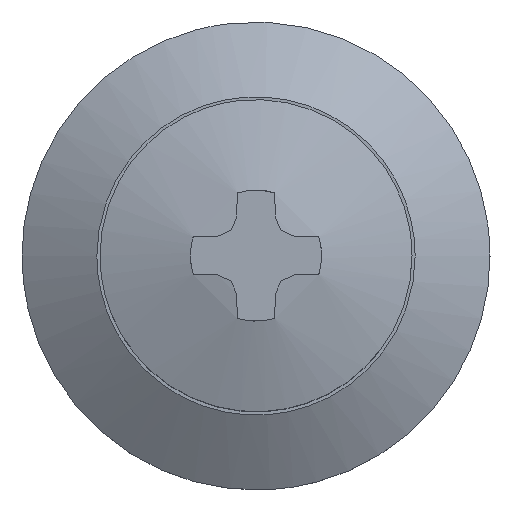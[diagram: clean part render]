
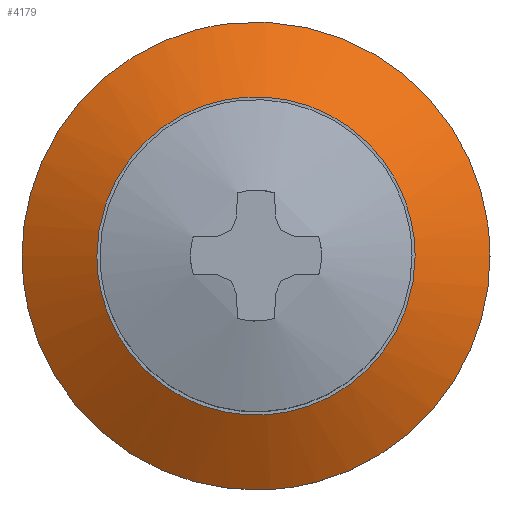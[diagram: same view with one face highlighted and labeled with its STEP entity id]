
A CAD part, top view. The second image highlights one B-rep face of the part: STEP entity #4179.
In plain terms, the highlighted free-form (B-spline) face has degree [2, 2] with [4, 4] control points.
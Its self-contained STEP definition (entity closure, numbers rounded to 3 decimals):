
#2598=CARTESIAN_POINT('',(-0.885,7.448,-8.5));
#2599=VERTEX_POINT('',#2598);
#2605=CARTESIAN_POINT('',(7.5,0.0,-8.5));
#2606=VERTEX_POINT('',#2605);
#2607=CARTESIAN_POINT('',(-0.885,7.448,-8.5));
#2608=CARTESIAN_POINT('',(-0.444,7.5,-8.5));
#2609=CARTESIAN_POINT('',(0.0,7.5,-8.5));
#2610=CARTESIAN_POINT('',(7.5,7.5,-8.5));
#2611=CARTESIAN_POINT('',(7.5,0.0,-8.5));
#2619=(BOUNDED_CURVE()B_SPLINE_CURVE(2,(#2607,#2608,#2609,#2610,#2611),.UNSPECIFIED.,.F.,.U.)B_SPLINE_CURVE_WITH_KNOTS((3,2,3),(0.23,0.25,0.5),.UNSPECIFIED.)CURVE()GEOMETRIC_REPRESENTATION_ITEM()RATIONAL_B_SPLINE_CURVE((0.956,0.976,1.0,0.707,1.0))REPRESENTATION_ITEM(''));
#2620=EDGE_CURVE('',#2599,#2606,#2619,.T.);
#2622=CARTESIAN_POINT('',(0.458,-7.486,-8.5));
#2623=VERTEX_POINT('',#2622);
#2624=CARTESIAN_POINT('',(7.5,0.0,-8.5));
#2625=CARTESIAN_POINT('',(7.5,-7.055,-8.5));
#2626=CARTESIAN_POINT('',(0.458,-7.486,-8.5));
#2634=(BOUNDED_CURVE()B_SPLINE_CURVE(2,(#2624,#2625,#2626),.UNSPECIFIED.,.F.,.U.)B_SPLINE_CURVE_WITH_KNOTS((3,3),(0.5,0.739),.UNSPECIFIED.)CURVE()GEOMETRIC_REPRESENTATION_ITEM()RATIONAL_B_SPLINE_CURVE((1.0,0.72,0.976))REPRESENTATION_ITEM(''));
#2635=EDGE_CURVE('',#2606,#2623,#2634,.T.);
#2709=CARTESIAN_POINT('',(-7.5,0.0,-8.5));
#2710=VERTEX_POINT('',#2709);
#2711=CARTESIAN_POINT('',(0.458,-7.486,-8.5));
#2712=CARTESIAN_POINT('',(0.229,-7.5,-8.5));
#2713=CARTESIAN_POINT('',(0.0,-7.5,-8.5));
#2714=CARTESIAN_POINT('',(-7.5,-7.5,-8.5));
#2715=CARTESIAN_POINT('',(-7.5,0.0,-8.5));
#2723=(BOUNDED_CURVE()B_SPLINE_CURVE(2,(#2711,#2712,#2713,#2714,#2715),.UNSPECIFIED.,.F.,.U.)B_SPLINE_CURVE_WITH_KNOTS((3,2,3),(0.739,0.75,1.0),.UNSPECIFIED.)CURVE()GEOMETRIC_REPRESENTATION_ITEM()RATIONAL_B_SPLINE_CURVE((0.976,0.988,1.0,0.707,1.0))REPRESENTATION_ITEM(''));
#2724=EDGE_CURVE('',#2623,#2710,#2723,.T.);
#2726=CARTESIAN_POINT('',(-7.5,0.0,-8.5));
#2727=CARTESIAN_POINT('',(-7.5,6.661,-8.5));
#2728=CARTESIAN_POINT('',(-0.885,7.448,-8.5));
#2736=(BOUNDED_CURVE()B_SPLINE_CURVE(2,(#2726,#2727,#2728),.UNSPECIFIED.,.F.,.U.)B_SPLINE_CURVE_WITH_KNOTS((3,3),(0.0,0.23),.UNSPECIFIED.)CURVE()GEOMETRIC_REPRESENTATION_ITEM()RATIONAL_B_SPLINE_CURVE((1.0,0.731,0.956))REPRESENTATION_ITEM(''));
#2737=EDGE_CURVE('',#2710,#2599,#2736,.T.);
#4113=CARTESIAN_POINT('',(-7.224,-7.224,-11.297));
#4114=CARTESIAN_POINT('',(-4.04,-8.08,-8.962));
#4115=CARTESIAN_POINT('',(4.04,-8.08,-8.962));
#4116=CARTESIAN_POINT('',(7.224,-7.224,-11.297));
#4117=CARTESIAN_POINT('',(-8.08,-4.04,-8.962));
#4118=CARTESIAN_POINT('',(-4.583,-4.583,-6.));
#4119=CARTESIAN_POINT('',(4.583,-4.583,-6.));
#4120=CARTESIAN_POINT('',(8.08,-4.04,-8.962));
#4121=CARTESIAN_POINT('',(-8.08,4.04,-8.962));
#4122=CARTESIAN_POINT('',(-4.583,4.583,-6.));
#4123=CARTESIAN_POINT('',(4.583,4.583,-6.));
#4124=CARTESIAN_POINT('',(8.08,4.04,-8.962));
#4125=CARTESIAN_POINT('',(-7.224,7.224,-11.297));
#4126=CARTESIAN_POINT('',(-4.04,8.08,-8.962));
#4127=CARTESIAN_POINT('',(4.04,8.08,-8.962));
#4128=CARTESIAN_POINT('',(7.224,7.224,-11.297));
#4136=(BOUNDED_SURFACE()B_SPLINE_SURFACE(2,2,((#4113,#4117,#4121,#4125),(#4114,#4118,#4122,#4126),(#4115,#4119,#4123,#4127),(#4116,#4120,#4124,#4128)),.UNSPECIFIED.,.F.,.F.,.U.)B_SPLINE_SURFACE_WITH_KNOTS((3,1,3),(3,1,3),(0.0,8.589,17.177),(0.0,8.588,17.177),.UNSPECIFIED.)GEOMETRIC_REPRESENTATION_ITEM()RATIONAL_B_SPLINE_SURFACE(((1.269,1.134,1.134,1.269),(1.134,1.0,1.0,1.134),(1.134,1.0,1.0,1.134),(1.269,1.134,1.134,1.269)))REPRESENTATION_ITEM('')SURFACE());
#4137=ORIENTED_EDGE('',*,*,#2724,.F.);
#4138=ORIENTED_EDGE('',*,*,#2635,.F.);
#4139=ORIENTED_EDGE('',*,*,#2620,.F.);
#4140=ORIENTED_EDGE('',*,*,#2737,.F.);
#4141=EDGE_LOOP('',(#4137,#4138,#4139,#4140));
#4142=FACE_OUTER_BOUND('',#4141,.T.);
#4143=CARTESIAN_POINT('',(-5.1,0.0,-7.088));
#4144=VERTEX_POINT('',#4143);
#4145=CARTESIAN_POINT('',(5.1,0.0,-7.088));
#4146=VERTEX_POINT('',#4145);
#4147=CARTESIAN_POINT('',(-5.1,0.0,-7.088));
#4148=CARTESIAN_POINT('',(-5.1,5.1,-7.088));
#4149=CARTESIAN_POINT('',(0.0,5.1,-7.088));
#4150=CARTESIAN_POINT('',(5.1,5.1,-7.088));
#4151=CARTESIAN_POINT('',(5.1,0.0,-7.088));
#4159=(BOUNDED_CURVE()B_SPLINE_CURVE(2,(#4147,#4148,#4149,#4150,#4151),.UNSPECIFIED.,.F.,.U.)B_SPLINE_CURVE_WITH_KNOTS((3,2,3),(0.0,0.25,0.5),.UNSPECIFIED.)CURVE()GEOMETRIC_REPRESENTATION_ITEM()RATIONAL_B_SPLINE_CURVE((1.0,0.707,1.0,0.707,1.0))REPRESENTATION_ITEM(''));
#4160=EDGE_CURVE('',#4144,#4146,#4159,.T.);
#4161=ORIENTED_EDGE('',*,*,#4160,.T.);
#4162=CARTESIAN_POINT('',(5.1,0.0,-7.088));
#4163=CARTESIAN_POINT('',(5.1,-5.1,-7.088));
#4164=CARTESIAN_POINT('',(0.0,-5.1,-7.088));
#4165=CARTESIAN_POINT('',(-5.1,-5.1,-7.088));
#4166=CARTESIAN_POINT('',(-5.1,0.0,-7.088));
#4174=(BOUNDED_CURVE()B_SPLINE_CURVE(2,(#4162,#4163,#4164,#4165,#4166),.UNSPECIFIED.,.F.,.U.)B_SPLINE_CURVE_WITH_KNOTS((3,2,3),(0.5,0.75,1.0),.UNSPECIFIED.)CURVE()GEOMETRIC_REPRESENTATION_ITEM()RATIONAL_B_SPLINE_CURVE((1.0,0.707,1.0,0.707,1.0))REPRESENTATION_ITEM(''));
#4175=EDGE_CURVE('',#4146,#4144,#4174,.T.);
#4176=ORIENTED_EDGE('',*,*,#4175,.T.);
#4177=EDGE_LOOP('',(#4161,#4176));
#4178=FACE_BOUND('',#4177,.T.);
#4179=ADVANCED_FACE('',(#4142,#4178),#4136,.T.);
